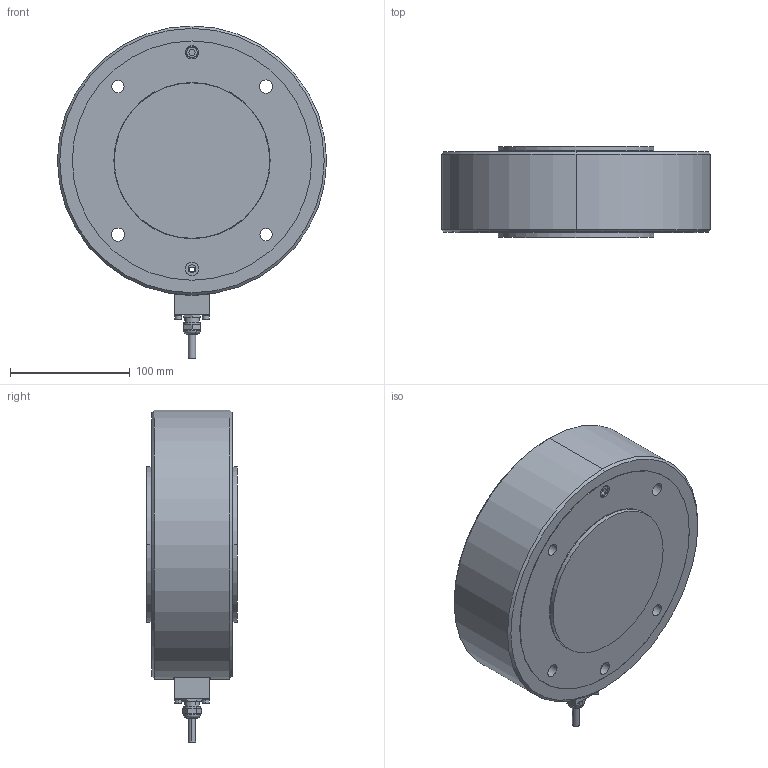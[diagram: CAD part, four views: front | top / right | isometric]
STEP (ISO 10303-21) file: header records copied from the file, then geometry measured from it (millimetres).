
FILE_DESCRIPTION (( 'STEP AP203' ), '1' );
FILE_NAME ('31102031_stp_-.step', '2020-02-17T14:45:07', ( '' ), ( '' ), 'SwSTEP 2.0', 'SolidWorks 2018', '' );
FILE_SCHEMA (( 'CONFIG_CONTROL_DESIGN' ));
Length unit declared in the file: millimetre
Products named in the file (17): 31101749_01; 49083_01; Zyl-Schr DIN912_M3x25; 31101677_V-050A; 31102031_stp_-; Zyl-Schr DIN912_M6x60; PRL_22208_01; 43404.02_01; Si-Ring DIN472_D80x2.5; 49151_01; 48071_01; 49651-05_stp_01; 49651-04_stp_01; 31102024_01; Federringe_DIN127A_M03; 48072_01; Steuerkabel_6x20
Assembly tree (23 placements, depth 3):
  31102031_stp_-
    49651-05_stp_01
      49651-04_stp_01
      Si-Ring DIN472_D80x2.5
    43404.02_01  x2
    31102024_01
    49151_01
    48071_01
    48072_01
    PRL_22208_01
    31101677_V-050A
    Zyl-Schr DIN912_M6x60
    49083_01
    Federringe_DIN127A_M03  x4
    Zyl-Schr DIN912_M3x25  x4
    31101749_01
    Steuerkabel_6x20
Bounding box: 225 x 75.9 x 277.5 mm (x, y, z)
Volume: 2374889.1 mm3; surface area: 443518.9 mm2
Topology: 53 solids, 53 shells, 762 faces, 1683 edges, 1042 vertices
Faces by surface type: cylinder 271, torus 220, plane 220, cone 49, sphere 2
Entity records: 20991 total; most frequent: DIRECTION 3826, CARTESIAN_POINT 3382, ORIENTED_EDGE 2902, AXIS2_PLACEMENT_3D 1703, EDGE_CURVE 1451, CIRCLE 1011, VERTEX_POINT 897, EDGE_LOOP 776
